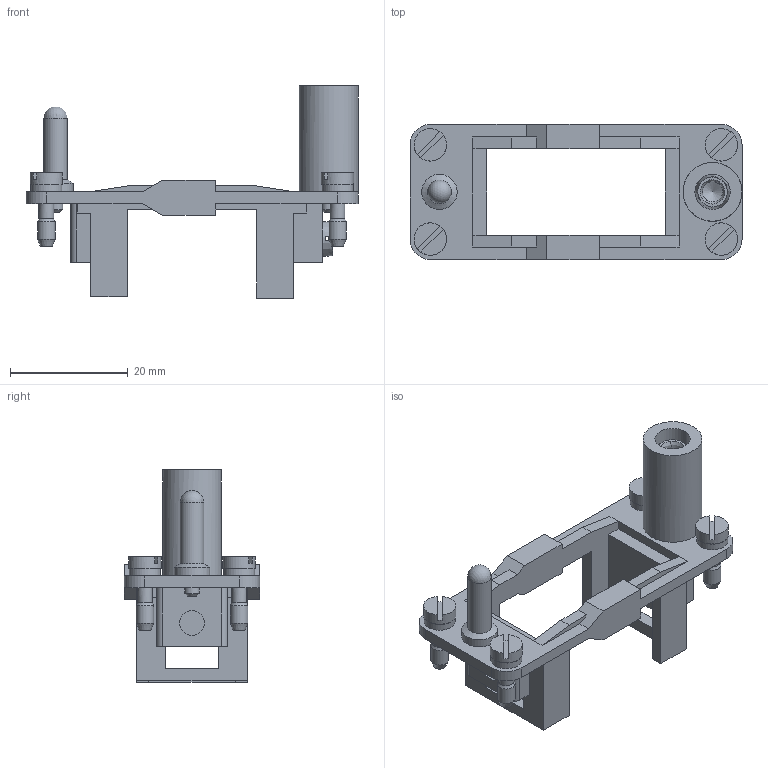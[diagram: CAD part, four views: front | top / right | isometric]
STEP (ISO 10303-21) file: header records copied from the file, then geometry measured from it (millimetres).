
FILE_DESCRIPTION(/* description */ (''),/* implementation_level */ '2;1');
FILE_NAME(/* name */ 'H10A-01-M-1-A.stp',/* time_stamp */ '2023-08-01T08:51:15+08:00',/* author */ (''),/* organization */ (''),/* preprocessor_version */ 'ST-DEVELOPER v11',/* originating_system */ 'SIEMENS PLM Software NX 7.5',/* authorisation */ '');
FILE_SCHEMA (('CONFIG_CONTROL_DESIGN'));
Length unit declared in the file: millimetre
Products named in the file (1): fangF026osxn
Bounding box: 56.4 x 23 x 36.05 mm (x, y, z)
Volume: 6421.8 mm3; surface area: 6248.9 mm2
Topology: 1 solids, 1 shells, 181 faces, 480 edges, 316 vertices
Faces by surface type: plane 127, cylinder 30, cone 13, bspline 10, sphere 1
Full cylindrical faces by diameter (mm): 2.5 x6, 3 x4, 4 x1, 4.2 x2, 5.3 x4, 5.5 x4, 6 x2, 10 x1
Entity records: 5511 total; most frequent: CARTESIAN_POINT 1215, DIRECTION 839, ORIENTED_EDGE 834, EDGE_CURVE 417, LINE 307, VECTOR 307, VERTEX_POINT 293, AXIS2_PLACEMENT_3D 266
